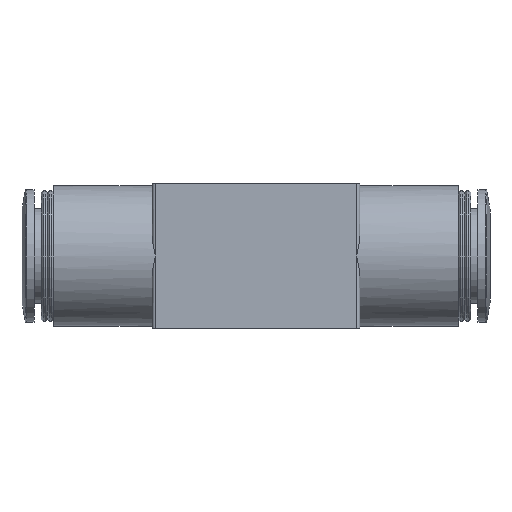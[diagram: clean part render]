
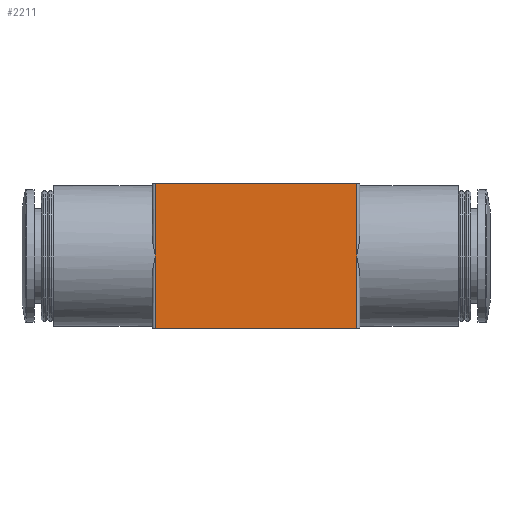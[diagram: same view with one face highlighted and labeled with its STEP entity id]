
A CAD part, front view. The second image highlights one B-rep face of the part: STEP entity #2211.
In plain terms, the highlighted planar face has unit normal (0, -1, 0).
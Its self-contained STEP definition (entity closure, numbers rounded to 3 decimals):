
#135=LINE('',#3107,#235);
#136=LINE('',#3114,#236);
#139=LINE('',#3130,#239);
#140=LINE('',#3137,#240);
#154=LINE('',#3245,#254);
#155=LINE('',#3246,#255);
#235=VECTOR('',#2581,1000.);
#236=VECTOR('',#2584,1000.);
#239=VECTOR('',#2593,1000.);
#240=VECTOR('',#2596,1000.);
#254=VECTOR('',#2646,1000.);
#255=VECTOR('',#2647,1000.);
#408=ORIENTED_EDGE('',*,*,#784,.T.);
#409=ORIENTED_EDGE('',*,*,#757,.F.);
#410=ORIENTED_EDGE('',*,*,#755,.F.);
#411=ORIENTED_EDGE('',*,*,#785,.F.);
#412=ORIENTED_EDGE('',*,*,#749,.T.);
#413=ORIENTED_EDGE('',*,*,#747,.T.);
#747=EDGE_CURVE('',#940,#942,#135,.T.);
#749=EDGE_CURVE('',#944,#940,#136,.T.);
#755=EDGE_CURVE('',#949,#947,#139,.T.);
#757=EDGE_CURVE('',#947,#951,#140,.T.);
#784=EDGE_CURVE('',#942,#951,#154,.T.);
#785=EDGE_CURVE('',#944,#949,#155,.T.);
#940=VERTEX_POINT('',#3102);
#942=VERTEX_POINT('',#3106);
#944=VERTEX_POINT('',#3115);
#947=VERTEX_POINT('',#3125);
#949=VERTEX_POINT('',#3129);
#951=VERTEX_POINT('',#3138);
#1133=EDGE_LOOP('',(#408,#409,#410,#411,#412,#413));
#1281=FACE_BOUND('',#1133,.T.);
#1418=PLANE('',#2348);
#2211=ADVANCED_FACE('',(#1281),#1418,.F.);
#2348=AXIS2_PLACEMENT_3D('',#3244,#2644,#2645);
#2581=DIRECTION('',(0.,0.,-1.));
#2584=DIRECTION('',(0.,0.,-1.));
#2593=DIRECTION('',(0.,0.,-1.));
#2596=DIRECTION('',(0.,0.,-1.));
#2644=DIRECTION('',(0.,1.,0.));
#2645=DIRECTION('',(0.,0.,1.));
#2646=DIRECTION('',(1.,0.,0.));
#2647=DIRECTION('',(1.,0.,0.));
#3102=CARTESIAN_POINT('',(-15.,-10.5,0.));
#3106=CARTESIAN_POINT('',(-15.,-10.5,-10.85));
#3107=CARTESIAN_POINT('',(-15.,-10.5,10.85));
#3114=CARTESIAN_POINT('',(-15.,-10.5,10.85));
#3115=CARTESIAN_POINT('',(-15.,-10.5,10.85));
#3125=CARTESIAN_POINT('',(15.,-10.5,0.));
#3129=CARTESIAN_POINT('',(15.,-10.5,10.85));
#3130=CARTESIAN_POINT('',(15.,-10.5,10.85));
#3137=CARTESIAN_POINT('',(15.,-10.5,10.85));
#3138=CARTESIAN_POINT('',(15.,-10.5,-10.85));
#3244=CARTESIAN_POINT('',(-15.,-10.5,10.85));
#3245=CARTESIAN_POINT('',(-15.,-10.5,-10.85));
#3246=CARTESIAN_POINT('',(-15.,-10.5,10.85));
